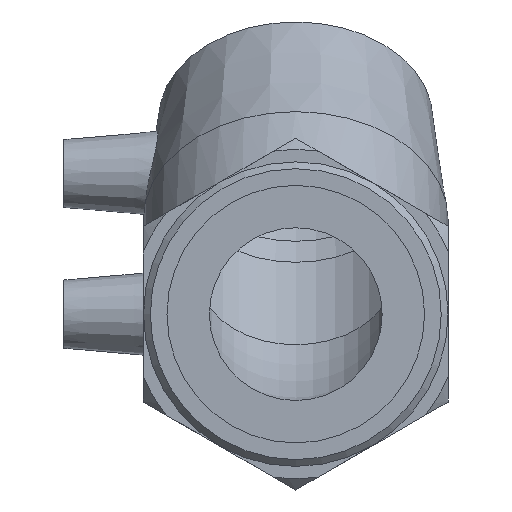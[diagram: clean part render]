
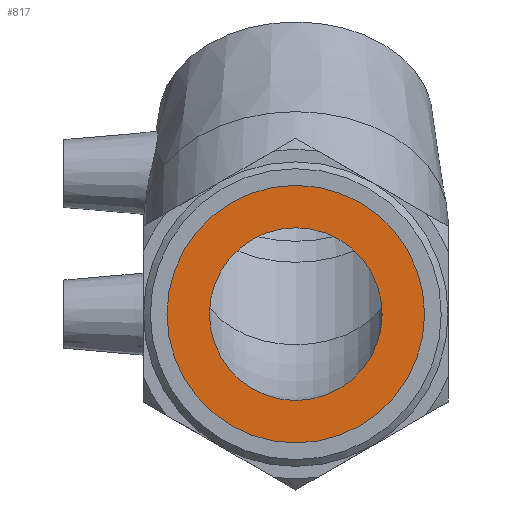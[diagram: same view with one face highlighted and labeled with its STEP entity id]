
A CAD part, left-side view. The second image highlights one B-rep face of the part: STEP entity #817.
In plain terms, the highlighted planar face has unit normal (-1, 0, 0).
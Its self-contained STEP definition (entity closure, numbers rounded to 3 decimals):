
#120=PLANE('',#911);
#141=FACE_BOUND('',#272,.T.);
#201=FACE_OUTER_BOUND('',#271,.T.);
#271=EDGE_LOOP('',(#696));
#272=EDGE_LOOP('',(#697));
#354=CIRCLE('',#910,19.);
#355=CIRCLE('',#912,28.328);
#430=VERTEX_POINT('',#1424);
#431=VERTEX_POINT('',#1427);
#532=EDGE_CURVE('',#430,#430,#354,.T.);
#533=EDGE_CURVE('',#431,#431,#355,.T.);
#696=ORIENTED_EDGE('',*,*,#533,.F.);
#697=ORIENTED_EDGE('',*,*,#532,.T.);
#817=ADVANCED_FACE('',(#201,#141),#120,.T.);
#910=AXIS2_PLACEMENT_3D('',#1425,#1110,#1111);
#911=AXIS2_PLACEMENT_3D('',#1426,#1112,#1113);
#912=AXIS2_PLACEMENT_3D('',#1428,#1114,#1115);
#1110=DIRECTION('center_axis',(1.,0.,0.));
#1111=DIRECTION('ref_axis',(0.,0.,-1.));
#1112=DIRECTION('center_axis',(-1.,0.,0.));
#1113=DIRECTION('ref_axis',(0.,0.,1.));
#1114=DIRECTION('center_axis',(1.,0.,0.));
#1115=DIRECTION('ref_axis',(0.,0.,-1.));
#1424=CARTESIAN_POINT('',(-63.735,0.,-19.));
#1425=CARTESIAN_POINT('Origin',(-63.735,0.,0.));
#1426=CARTESIAN_POINT('Origin',(-63.735,0.,-28.328));
#1427=CARTESIAN_POINT('',(-63.735,0.,-28.328));
#1428=CARTESIAN_POINT('Origin',(-63.735,0.,0.));
